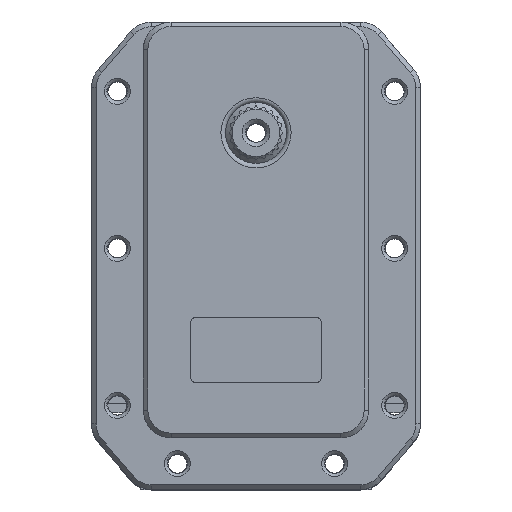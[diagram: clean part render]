
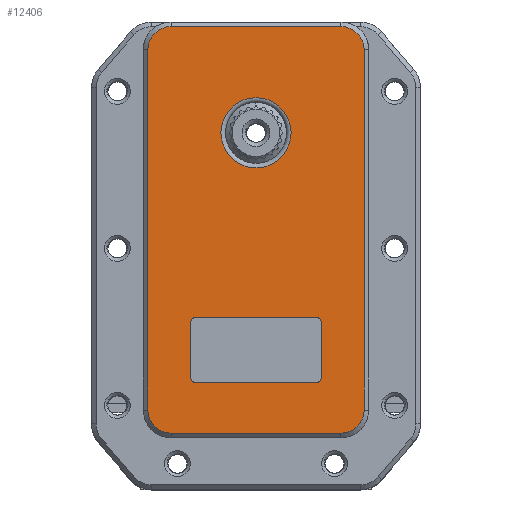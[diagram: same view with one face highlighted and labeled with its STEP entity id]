
A CAD part, top view. The second image highlights one B-rep face of the part: STEP entity #12406.
In plain terms, the highlighted planar face has unit normal (0, 0, 1).
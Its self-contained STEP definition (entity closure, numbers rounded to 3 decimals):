
#135=FACE_BOUND('',#2294,.T.);
#136=FACE_BOUND('',#2295,.T.);
#200=PLANE('',#13249);
#1155=CIRCLE('',#13244,3.8);
#1159=CIRCLE('',#13250,2.5);
#1160=CIRCLE('',#13251,2.5);
#1161=CIRCLE('',#13252,2.5);
#1162=CIRCLE('',#13253,2.5);
#1163=CIRCLE('',#13254,0.5);
#1164=CIRCLE('',#13255,0.5);
#1165=CIRCLE('',#13256,0.5);
#1166=CIRCLE('',#13257,0.5);
#1599=FACE_OUTER_BOUND('',#2293,.T.);
#2293=EDGE_LOOP('',(#8805,#8806,#8807,#8808,#8809,#8810,#8811,#8812));
#2294=EDGE_LOOP('',(#8813,#8814,#8815,#8816,#8817,#8818,#8819,#8820));
#2295=EDGE_LOOP('',(#8821));
#3019=LINE('',#22196,#3970);
#3020=LINE('',#22200,#3971);
#3021=LINE('',#22204,#3972);
#3022=LINE('',#22208,#3973);
#3023=LINE('',#22212,#3974);
#3024=LINE('',#22216,#3975);
#3025=LINE('',#22220,#3976);
#3026=LINE('',#22224,#3977);
#3970=VECTOR('',#14738,18.4);
#3971=VECTOR('',#14741,39.);
#3972=VECTOR('',#14744,18.4);
#3973=VECTOR('',#14747,39.);
#3974=VECTOR('',#14750,6.);
#3975=VECTOR('',#14753,13.1);
#3976=VECTOR('',#14756,6.);
#3977=VECTOR('',#14759,13.1);
#5221=VERTEX_POINT('',#22184);
#5224=VERTEX_POINT('',#22194);
#5225=VERTEX_POINT('',#22195);
#5226=VERTEX_POINT('',#22197);
#5227=VERTEX_POINT('',#22199);
#5228=VERTEX_POINT('',#22201);
#5229=VERTEX_POINT('',#22203);
#5230=VERTEX_POINT('',#22205);
#5231=VERTEX_POINT('',#22207);
#5232=VERTEX_POINT('',#22210);
#5233=VERTEX_POINT('',#22211);
#5234=VERTEX_POINT('',#22213);
#5235=VERTEX_POINT('',#22215);
#5236=VERTEX_POINT('',#22217);
#5237=VERTEX_POINT('',#22219);
#5238=VERTEX_POINT('',#22221);
#5239=VERTEX_POINT('',#22223);
#6622=EDGE_CURVE('',#5221,#5221,#1155,.T.);
#6627=EDGE_CURVE('',#5224,#5225,#3019,.T.);
#6628=EDGE_CURVE('',#5225,#5226,#1159,.T.);
#6629=EDGE_CURVE('',#5226,#5227,#3020,.T.);
#6630=EDGE_CURVE('',#5227,#5228,#1160,.T.);
#6631=EDGE_CURVE('',#5228,#5229,#3021,.T.);
#6632=EDGE_CURVE('',#5229,#5230,#1161,.T.);
#6633=EDGE_CURVE('',#5230,#5231,#3022,.T.);
#6634=EDGE_CURVE('',#5231,#5224,#1162,.T.);
#6635=EDGE_CURVE('',#5232,#5233,#3023,.T.);
#6636=EDGE_CURVE('',#5232,#5234,#1163,.T.);
#6637=EDGE_CURVE('',#5235,#5234,#3024,.T.);
#6638=EDGE_CURVE('',#5235,#5236,#1164,.T.);
#6639=EDGE_CURVE('',#5237,#5236,#3025,.T.);
#6640=EDGE_CURVE('',#5237,#5238,#1165,.T.);
#6641=EDGE_CURVE('',#5239,#5238,#3026,.T.);
#6642=EDGE_CURVE('',#5239,#5233,#1166,.T.);
#8805=ORIENTED_EDGE('',*,*,#6627,.T.);
#8806=ORIENTED_EDGE('',*,*,#6628,.T.);
#8807=ORIENTED_EDGE('',*,*,#6629,.T.);
#8808=ORIENTED_EDGE('',*,*,#6630,.T.);
#8809=ORIENTED_EDGE('',*,*,#6631,.T.);
#8810=ORIENTED_EDGE('',*,*,#6632,.T.);
#8811=ORIENTED_EDGE('',*,*,#6633,.T.);
#8812=ORIENTED_EDGE('',*,*,#6634,.T.);
#8813=ORIENTED_EDGE('',*,*,#6635,.F.);
#8814=ORIENTED_EDGE('',*,*,#6636,.T.);
#8815=ORIENTED_EDGE('',*,*,#6637,.F.);
#8816=ORIENTED_EDGE('',*,*,#6638,.T.);
#8817=ORIENTED_EDGE('',*,*,#6639,.F.);
#8818=ORIENTED_EDGE('',*,*,#6640,.T.);
#8819=ORIENTED_EDGE('',*,*,#6641,.F.);
#8820=ORIENTED_EDGE('',*,*,#6642,.T.);
#8821=ORIENTED_EDGE('',*,*,#6622,.F.);
#12406=ADVANCED_FACE('',(#1599,#135,#136),#200,.T.);
#13244=AXIS2_PLACEMENT_3D('',#22185,#14725,#14726);
#13249=AXIS2_PLACEMENT_3D('',#22193,#14736,#14737);
#13250=AXIS2_PLACEMENT_3D('',#22198,#14739,#14740);
#13251=AXIS2_PLACEMENT_3D('',#22202,#14742,#14743);
#13252=AXIS2_PLACEMENT_3D('',#22206,#14745,#14746);
#13253=AXIS2_PLACEMENT_3D('',#22209,#14748,#14749);
#13254=AXIS2_PLACEMENT_3D('',#22214,#14751,#14752);
#13255=AXIS2_PLACEMENT_3D('',#22218,#14754,#14755);
#13256=AXIS2_PLACEMENT_3D('',#22222,#14757,#14758);
#13257=AXIS2_PLACEMENT_3D('',#22225,#14760,#14761);
#14725=DIRECTION('center_axis',(0.,0.,1.));
#14726=DIRECTION('ref_axis',(0.,1.,0.));
#14736=DIRECTION('center_axis',(0.,0.,1.));
#14737=DIRECTION('ref_axis',(1.,0.,0.));
#14738=DIRECTION('',(-1.,0.,0.));
#14739=DIRECTION('center_axis',(0.,0.,1.));
#14740=DIRECTION('ref_axis',(0.,1.,0.));
#14741=DIRECTION('',(0.,-1.,0.));
#14742=DIRECTION('center_axis',(0.,0.,1.));
#14743=DIRECTION('ref_axis',(-1.,0.,0.));
#14744=DIRECTION('',(1.,0.,0.));
#14745=DIRECTION('center_axis',(0.,0.,1.));
#14746=DIRECTION('ref_axis',(0.,-1.,0.));
#14747=DIRECTION('',(0.,1.,0.));
#14748=DIRECTION('center_axis',(0.,0.,1.));
#14749=DIRECTION('ref_axis',(1.,0.,0.));
#14750=DIRECTION('',(0.,1.,0.));
#14751=DIRECTION('center_axis',(0.,0.,-1.));
#14752=DIRECTION('ref_axis',(1.,0.,0.));
#14753=DIRECTION('',(1.,0.,0.));
#14754=DIRECTION('center_axis',(0.,0.,-1.));
#14755=DIRECTION('ref_axis',(0.,-1.,0.));
#14756=DIRECTION('',(0.,-1.,0.));
#14757=DIRECTION('center_axis',(0.,0.,-1.));
#14758=DIRECTION('ref_axis',(-1.,0.,0.));
#14759=DIRECTION('',(-1.,0.,0.));
#14760=DIRECTION('center_axis',(0.,0.,-1.));
#14761=DIRECTION('ref_axis',(0.,1.,0.));
#22184=CARTESIAN_POINT('',(3.8,0.,17.75));
#22185=CARTESIAN_POINT('Origin',(0.,0.,17.75));
#22193=CARTESIAN_POINT('Origin',(0.,0.,17.75));
#22194=CARTESIAN_POINT('',(9.2,11.5,17.75));
#22195=CARTESIAN_POINT('',(-9.2,11.5,17.75));
#22196=CARTESIAN_POINT('',(9.2,11.5,17.75));
#22197=CARTESIAN_POINT('',(-11.7,9.,17.75));
#22198=CARTESIAN_POINT('Origin',(-9.2,9.,17.75));
#22199=CARTESIAN_POINT('',(-11.7,-30.,17.75));
#22200=CARTESIAN_POINT('',(-11.7,9.,17.75));
#22201=CARTESIAN_POINT('',(-9.2,-32.5,17.75));
#22202=CARTESIAN_POINT('Origin',(-9.2,-30.,17.75));
#22203=CARTESIAN_POINT('',(9.2,-32.5,17.75));
#22204=CARTESIAN_POINT('',(-9.2,-32.5,17.75));
#22205=CARTESIAN_POINT('',(11.7,-30.,17.75));
#22206=CARTESIAN_POINT('Origin',(9.2,-30.,17.75));
#22207=CARTESIAN_POINT('',(11.7,9.,17.75));
#22208=CARTESIAN_POINT('',(11.7,-30.,17.75));
#22209=CARTESIAN_POINT('Origin',(9.2,9.,17.75));
#22210=CARTESIAN_POINT('',(7.05,-26.5,17.75));
#22211=CARTESIAN_POINT('',(7.05,-20.5,17.75));
#22212=CARTESIAN_POINT('',(7.05,-26.5,17.75));
#22213=CARTESIAN_POINT('',(6.55,-27.,17.75));
#22214=CARTESIAN_POINT('Origin',(6.55,-26.5,17.75));
#22215=CARTESIAN_POINT('',(-6.55,-27.,17.75));
#22216=CARTESIAN_POINT('',(-6.55,-27.,17.75));
#22217=CARTESIAN_POINT('',(-7.05,-26.5,17.75));
#22218=CARTESIAN_POINT('Origin',(-6.55,-26.5,17.75));
#22219=CARTESIAN_POINT('',(-7.05,-20.5,17.75));
#22220=CARTESIAN_POINT('',(-7.05,-20.5,17.75));
#22221=CARTESIAN_POINT('',(-6.55,-20.,17.75));
#22222=CARTESIAN_POINT('Origin',(-6.55,-20.5,17.75));
#22223=CARTESIAN_POINT('',(6.55,-20.,17.75));
#22224=CARTESIAN_POINT('',(6.55,-20.,17.75));
#22225=CARTESIAN_POINT('Origin',(6.55,-20.5,17.75));
